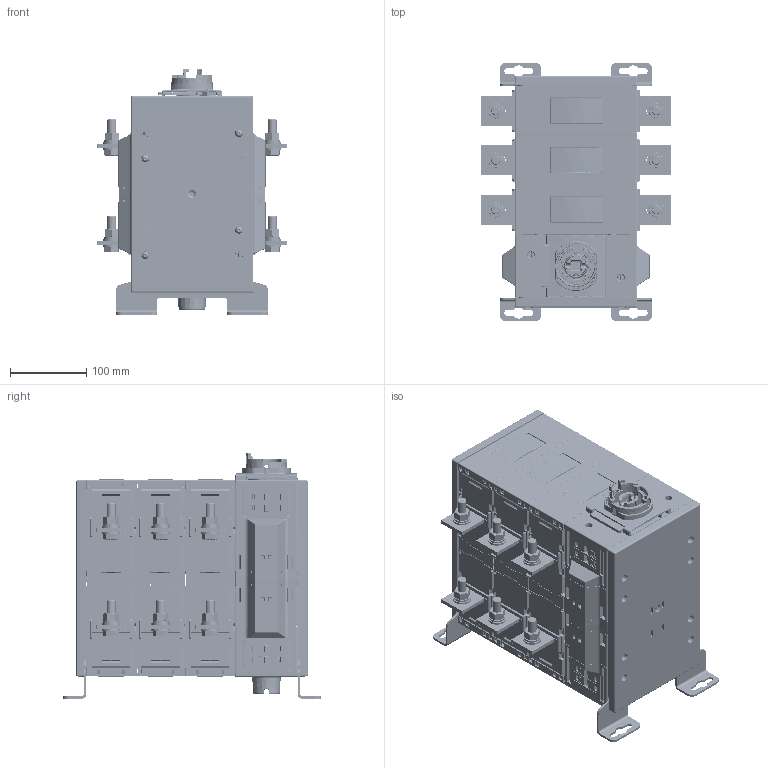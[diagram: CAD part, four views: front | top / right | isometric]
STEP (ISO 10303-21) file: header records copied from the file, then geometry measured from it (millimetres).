
FILE_DESCRIPTION(/* description */ (''),/* implementation_level */ '2;1');
FILE_NAME(/* name */ 'FILE_STP_CAD_DRAWING_3d_GLC0631_800C1____prt.stp',/* time_stamp */ '2023-04-21T16:36:12+02:00',/* author */ (''),/* organization */ (''),/* preprocessor_version */ 'ST-DEVELOPER v16.7',/* originating_system */ 'SIEMENS PLM Software NX 12.0',/* authorisation */ '');
FILE_SCHEMA (('AUTOMOTIVE_DESIGN { 1 0 10303 214 3 1 1 1 }'));
Products named in the file (1): 3d_GLC0631_800C1___
Bounding box: 249.75 x 339.5 x 321.85 mm (x, y, z)
Surface area: 1319440.1 mm2 (no closed solid volume)
Topology: 0 solids, 147 shells, 7968 faces, 31450 edges, 23033 vertices
Faces by surface type: plane 3833, cylinder 2348, bspline 811, cone 511, torus 275, sphere 190
Full cylindrical faces by diameter (mm): 3.5 x2, 4.826 x4, 5 x2, 5.3 x8, 5.5 x10, 5.98 x1, 8.2 x2, 10.579 x12, 11.732 x12, 12.07 x4, 13 x24, 16.63 x12, 24 x24, 26.25 x2, 26.5 x2
Entity records: 360734 total; most frequent: CARTESIAN_POINT 107259, DIRECTION 51405, ORIENTED_EDGE 47315, EDGE_CURVE 30931, VERTEX_POINT 22970, LINE 18059, VECTOR 18059, AXIS2_PLACEMENT_3D 16673
